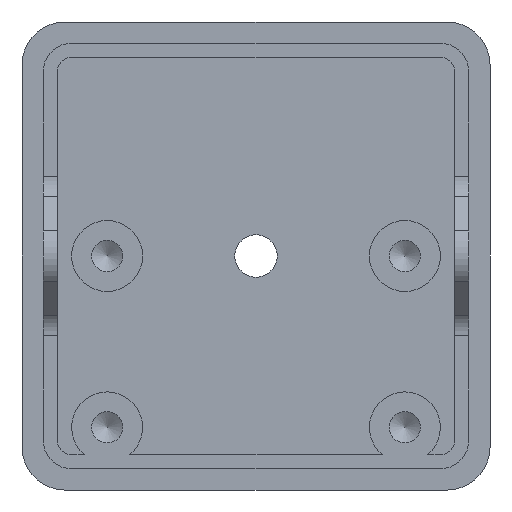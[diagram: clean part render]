
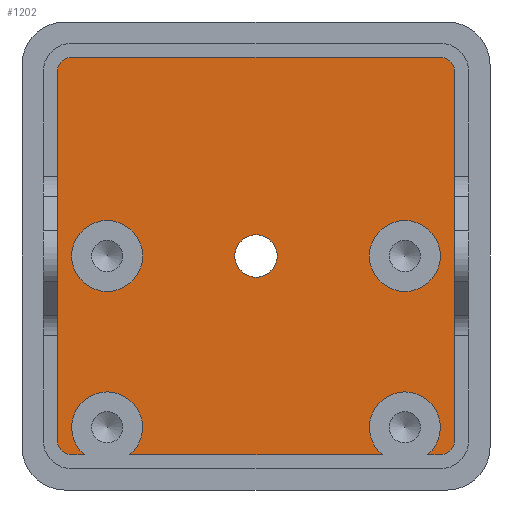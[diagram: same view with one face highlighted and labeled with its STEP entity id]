
A CAD part, front view. The second image highlights one B-rep face of the part: STEP entity #1202.
In plain terms, the highlighted planar face has unit normal (0, -1, 0).
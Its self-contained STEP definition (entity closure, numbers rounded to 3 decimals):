
#24=FACE_BOUND('',#167,.T.);
#25=FACE_BOUND('',#168,.T.);
#26=FACE_BOUND('',#169,.T.);
#44=PLANE('',#1334);
#95=FACE_OUTER_BOUND('',#166,.T.);
#166=EDGE_LOOP('',(#927,#928,#929,#930,#931,#932,#933,#934,#935,#936,#937,
#938));
#167=EDGE_LOOP('',(#939));
#168=EDGE_LOOP('',(#940));
#169=EDGE_LOOP('',(#941));
#262=LINE('',#1960,#371);
#264=LINE('',#1963,#373);
#266=LINE('',#1972,#375);
#267=LINE('',#1976,#376);
#268=LINE('',#1980,#377);
#269=LINE('',#1984,#378);
#371=VECTOR('',#1584,10.);
#373=VECTOR('',#1588,10.);
#375=VECTOR('',#1598,10.);
#376=VECTOR('',#1601,10.);
#377=VECTOR('',#1604,10.);
#378=VECTOR('',#1607,10.);
#464=CIRCLE('',#1318,2.5);
#466=CIRCLE('',#1321,2.5);
#468=CIRCLE('',#1325,2.5);
#469=CIRCLE('',#1328,2.5);
#471=CIRCLE('',#1333,1.5);
#472=CIRCLE('',#1335,1.);
#473=CIRCLE('',#1336,1.);
#474=CIRCLE('',#1337,1.);
#475=CIRCLE('',#1338,1.);
#556=VERTEX_POINT('',#1933);
#557=VERTEX_POINT('',#1935);
#559=VERTEX_POINT('',#1941);
#561=VERTEX_POINT('',#1948);
#562=VERTEX_POINT('',#1953);
#563=VERTEX_POINT('',#1955);
#564=VERTEX_POINT('',#1959);
#566=VERTEX_POINT('',#1967);
#567=VERTEX_POINT('',#1971);
#568=VERTEX_POINT('',#1973);
#569=VERTEX_POINT('',#1975);
#570=VERTEX_POINT('',#1977);
#571=VERTEX_POINT('',#1979);
#572=VERTEX_POINT('',#1981);
#573=VERTEX_POINT('',#1983);
#693=EDGE_CURVE('',#557,#556,#464,.T.);
#697=EDGE_CURVE('',#559,#559,#466,.T.);
#700=EDGE_CURVE('',#561,#561,#468,.T.);
#702=EDGE_CURVE('',#563,#562,#469,.T.);
#704=EDGE_CURVE('',#564,#563,#262,.T.);
#706=EDGE_CURVE('',#562,#557,#264,.T.);
#709=EDGE_CURVE('',#566,#566,#471,.T.);
#710=EDGE_CURVE('',#556,#567,#266,.T.);
#711=EDGE_CURVE('',#567,#568,#472,.T.);
#712=EDGE_CURVE('',#568,#569,#267,.T.);
#713=EDGE_CURVE('',#569,#570,#473,.T.);
#714=EDGE_CURVE('',#570,#571,#268,.T.);
#715=EDGE_CURVE('',#571,#572,#474,.T.);
#716=EDGE_CURVE('',#572,#573,#269,.T.);
#717=EDGE_CURVE('',#573,#564,#475,.T.);
#927=ORIENTED_EDGE('',*,*,#693,.T.);
#928=ORIENTED_EDGE('',*,*,#710,.T.);
#929=ORIENTED_EDGE('',*,*,#711,.T.);
#930=ORIENTED_EDGE('',*,*,#712,.T.);
#931=ORIENTED_EDGE('',*,*,#713,.T.);
#932=ORIENTED_EDGE('',*,*,#714,.T.);
#933=ORIENTED_EDGE('',*,*,#715,.T.);
#934=ORIENTED_EDGE('',*,*,#716,.T.);
#935=ORIENTED_EDGE('',*,*,#717,.T.);
#936=ORIENTED_EDGE('',*,*,#704,.T.);
#937=ORIENTED_EDGE('',*,*,#702,.T.);
#938=ORIENTED_EDGE('',*,*,#706,.T.);
#939=ORIENTED_EDGE('',*,*,#697,.T.);
#940=ORIENTED_EDGE('',*,*,#700,.T.);
#941=ORIENTED_EDGE('',*,*,#709,.T.);
#1202=ADVANCED_FACE('',(#95,#24,#25,#26),#44,.F.);
#1318=AXIS2_PLACEMENT_3D('',#1936,#1555,#1556);
#1321=AXIS2_PLACEMENT_3D('',#1943,#1563,#1564);
#1325=AXIS2_PLACEMENT_3D('',#1950,#1572,#1573);
#1328=AXIS2_PLACEMENT_3D('',#1956,#1579,#1580);
#1333=AXIS2_PLACEMENT_3D('',#1969,#1594,#1595);
#1334=AXIS2_PLACEMENT_3D('',#1970,#1596,#1597);
#1335=AXIS2_PLACEMENT_3D('',#1974,#1599,#1600);
#1336=AXIS2_PLACEMENT_3D('',#1978,#1602,#1603);
#1337=AXIS2_PLACEMENT_3D('',#1982,#1605,#1606);
#1338=AXIS2_PLACEMENT_3D('',#1985,#1608,#1609);
#1555=DIRECTION('center_axis',(0.,1.,0.));
#1556=DIRECTION('ref_axis',(1.,0.,0.));
#1563=DIRECTION('center_axis',(0.,1.,0.));
#1564=DIRECTION('ref_axis',(1.,0.,0.));
#1572=DIRECTION('center_axis',(0.,1.,0.));
#1573=DIRECTION('ref_axis',(1.,0.,0.));
#1579=DIRECTION('center_axis',(0.,1.,0.));
#1580=DIRECTION('ref_axis',(1.,0.,0.));
#1584=DIRECTION('',(1.,0.,0.));
#1588=DIRECTION('',(1.,0.,0.));
#1594=DIRECTION('center_axis',(0.,1.,0.));
#1595=DIRECTION('ref_axis',(1.,0.,0.));
#1596=DIRECTION('center_axis',(0.,1.,0.));
#1597=DIRECTION('ref_axis',(0.,0.,1.));
#1598=DIRECTION('',(1.,0.,0.));
#1599=DIRECTION('center_axis',(0.,-1.,0.));
#1600=DIRECTION('ref_axis',(1.,0.,0.));
#1601=DIRECTION('',(0.,0.,1.));
#1602=DIRECTION('center_axis',(0.,-1.,0.));
#1603=DIRECTION('ref_axis',(0.,0.,1.));
#1604=DIRECTION('',(-1.,0.,0.));
#1605=DIRECTION('center_axis',(0.,-1.,0.));
#1606=DIRECTION('ref_axis',(-1.,0.,0.));
#1607=DIRECTION('',(0.,0.,-1.));
#1608=DIRECTION('center_axis',(0.,-1.,0.));
#1609=DIRECTION('ref_axis',(0.,0.,-1.));
#1933=CARTESIAN_POINT('',(12.101,0.,-14.));
#1935=CARTESIAN_POINT('',(8.899,0.,-14.));
#1936=CARTESIAN_POINT('Origin',(10.5,0.,-12.08));
#1941=CARTESIAN_POINT('',(-13.,0.,0.));
#1943=CARTESIAN_POINT('Origin',(-10.5,0.,0.));
#1948=CARTESIAN_POINT('',(8.,0.,0.));
#1950=CARTESIAN_POINT('Origin',(10.5,0.,0.));
#1953=CARTESIAN_POINT('',(-8.899,0.,-14.));
#1955=CARTESIAN_POINT('',(-12.101,0.,-14.));
#1956=CARTESIAN_POINT('Origin',(-10.5,0.,-12.08));
#1959=CARTESIAN_POINT('',(-13.,0.,-14.));
#1960=CARTESIAN_POINT('',(-6.5,0.,-14.));
#1963=CARTESIAN_POINT('',(-6.5,0.,-14.));
#1967=CARTESIAN_POINT('',(-1.5,0.,0.));
#1969=CARTESIAN_POINT('Origin',(0.,0.,0.));
#1970=CARTESIAN_POINT('Origin',(0.,0.,0.));
#1971=CARTESIAN_POINT('',(13.,0.,-14.));
#1972=CARTESIAN_POINT('',(-6.5,0.,-14.));
#1973=CARTESIAN_POINT('',(14.,0.,-13.));
#1974=CARTESIAN_POINT('Origin',(13.,0.,-13.));
#1975=CARTESIAN_POINT('',(14.,0.,13.));
#1976=CARTESIAN_POINT('',(14.,0.,-6.5));
#1977=CARTESIAN_POINT('',(13.,0.,14.));
#1978=CARTESIAN_POINT('Origin',(13.,0.,13.));
#1979=CARTESIAN_POINT('',(-13.,0.,14.));
#1980=CARTESIAN_POINT('',(6.5,0.,14.));
#1981=CARTESIAN_POINT('',(-14.,0.,13.));
#1982=CARTESIAN_POINT('Origin',(-13.,0.,13.));
#1983=CARTESIAN_POINT('',(-14.,0.,-13.));
#1984=CARTESIAN_POINT('',(-14.,0.,6.5));
#1985=CARTESIAN_POINT('Origin',(-13.,0.,-13.));
